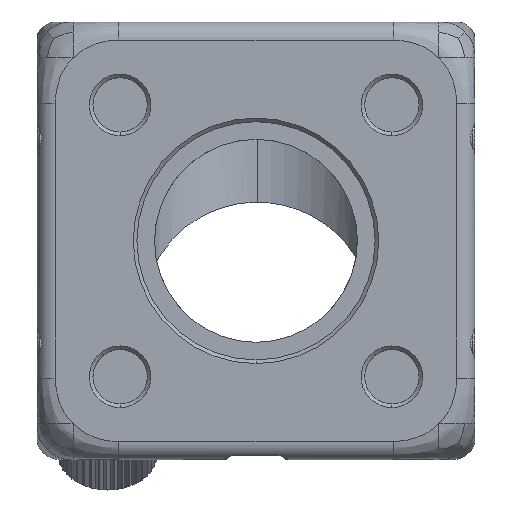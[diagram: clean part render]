
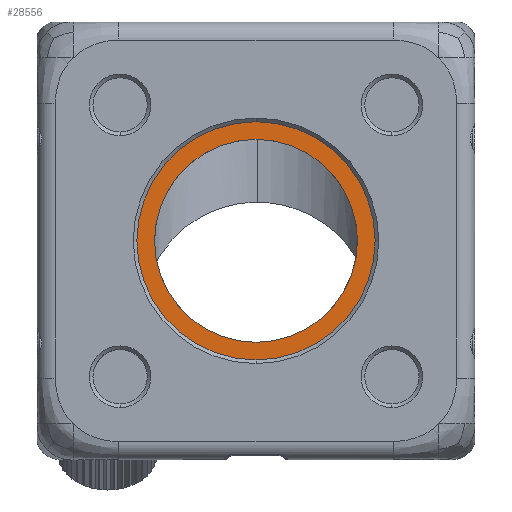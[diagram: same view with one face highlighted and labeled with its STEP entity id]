
A CAD part, left-side view. The second image highlights one B-rep face of the part: STEP entity #28556.
In plain terms, the highlighted planar face has unit normal (-1, 0, 0).
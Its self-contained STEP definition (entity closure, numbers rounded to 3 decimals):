
#2092 = VECTOR ( 'NONE', #12896, 1000. ) ;
#2364 = LINE ( 'NONE', #51130, #2092 ) ;
#3887 = CIRCLE ( 'NONE', #13098, 11.2 ) ;
#5097 = AXIS2_PLACEMENT_3D ( 'NONE', #40136, #56505, #6642 ) ;
#6092 = ORIENTED_EDGE ( 'NONE', *, *, #16927, .T. ) ;
#6642 = DIRECTION ( 'NONE',  ( 0., 0., 1. ) ) ;
#9612 = DIRECTION ( 'NONE',  ( 1., 0., 0. ) ) ;
#12896 = DIRECTION ( 'NONE',  ( 0., -1., 0. ) ) ;
#13098 = AXIS2_PLACEMENT_3D ( 'NONE', #43112, #9612, #70044 ) ;
#16650 = CARTESIAN_POINT ( 'NONE',  ( -21.894, 2.458, 11.268 ) ) ;
#16927 = EDGE_CURVE ( 'NONE', #28568, #22357, #3887, .T. ) ;
#17542 = EDGE_LOOP ( 'NONE', ( #71416, #6092 ) ) ;
#17620 = DIRECTION ( 'NONE',  ( 0., 0., 1. ) ) ;
#18382 = AXIS2_PLACEMENT_3D ( 'NONE', #29692, #63913, #62476 ) ;
#22119 = ORIENTED_EDGE ( 'NONE', *, *, #70314, .T. ) ;
#22357 = VERTEX_POINT ( 'NONE', #16650 ) ;
#24398 = DIRECTION ( 'NONE',  ( 0., 0., 1. ) ) ;
#24578 = FACE_OUTER_BOUND ( 'NONE', #67261, .T. ) ;
#25017 = CARTESIAN_POINT ( 'NONE',  ( -21.894, 3.353, -13.553 ) ) ;
#26976 = VERTEX_POINT ( 'NONE', #25017 ) ;
#27979 = CARTESIAN_POINT ( 'NONE',  ( -21.894, 2.458, 13.718 ) ) ;
#28075 = CARTESIAN_POINT ( 'NONE',  ( -21.894, 1.562, -13.553 ) ) ;
#28556 = ADVANCED_FACE ( 'NONE', ( #30419, #24578 ), #34804, .T. ) ;
#28568 = VERTEX_POINT ( 'NONE', #58464 ) ;
#29692 = CARTESIAN_POINT ( 'NONE',  ( -21.894, 2.458, 0.068 ) ) ;
#30419 = FACE_BOUND ( 'NONE', #17542, .T. ) ;
#34804 = PLANE ( 'NONE',  #18382 ) ;
#35437 = DIRECTION ( 'NONE',  ( 1., 0., 0. ) ) ;
#36464 = CIRCLE ( 'NONE', #5097, 13.65 ) ;
#40136 = CARTESIAN_POINT ( 'NONE',  ( -21.894, 2.458, 0.068 ) ) ;
#41187 = DIRECTION ( 'NONE',  ( -1., 0., 0. ) ) ;
#43112 = CARTESIAN_POINT ( 'NONE',  ( -21.894, 2.458, 0.068 ) ) ;
#43877 = EDGE_CURVE ( 'NONE', #71913, #50488, #70658, .T. ) ;
#46265 = AXIS2_PLACEMENT_3D ( 'NONE', #58276, #41187, #24398 ) ;
#47061 = CARTESIAN_POINT ( 'NONE',  ( -21.894, 2.458, 0.068 ) ) ;
#50488 = VERTEX_POINT ( 'NONE', #27979 ) ;
#51130 = CARTESIAN_POINT ( 'NONE',  ( -21.894, 2.458, -13.553 ) ) ;
#51150 = CIRCLE ( 'NONE', #60470, 11.2 ) ;
#55635 = ORIENTED_EDGE ( 'NONE', *, *, #62956, .T. ) ;
#56505 = DIRECTION ( 'NONE',  ( -1., 0., 0. ) ) ;
#57921 = EDGE_CURVE ( 'NONE', #22357, #28568, #51150, .T. ) ;
#58276 = CARTESIAN_POINT ( 'NONE',  ( -21.894, 2.458, 0.068 ) ) ;
#58464 = CARTESIAN_POINT ( 'NONE',  ( -21.894, 2.458, -11.132 ) ) ;
#60470 = AXIS2_PLACEMENT_3D ( 'NONE', #47061, #35437, #17620 ) ;
#61857 = ORIENTED_EDGE ( 'NONE', *, *, #43877, .T. ) ;
#62476 = DIRECTION ( 'NONE',  ( 0., 1., 0. ) ) ;
#62956 = EDGE_CURVE ( 'NONE', #50488, #26976, #36464, .T. ) ;
#63913 = DIRECTION ( 'NONE',  ( -1., 0., 0. ) ) ;
#67261 = EDGE_LOOP ( 'NONE', ( #61857, #55635, #22119 ) ) ;
#70044 = DIRECTION ( 'NONE',  ( 0., 0., 1. ) ) ;
#70314 = EDGE_CURVE ( 'NONE', #26976, #71913, #2364, .T. ) ;
#70658 = CIRCLE ( 'NONE', #46265, 13.65 ) ;
#71416 = ORIENTED_EDGE ( 'NONE', *, *, #57921, .T. ) ;
#71913 = VERTEX_POINT ( 'NONE', #28075 ) ;
